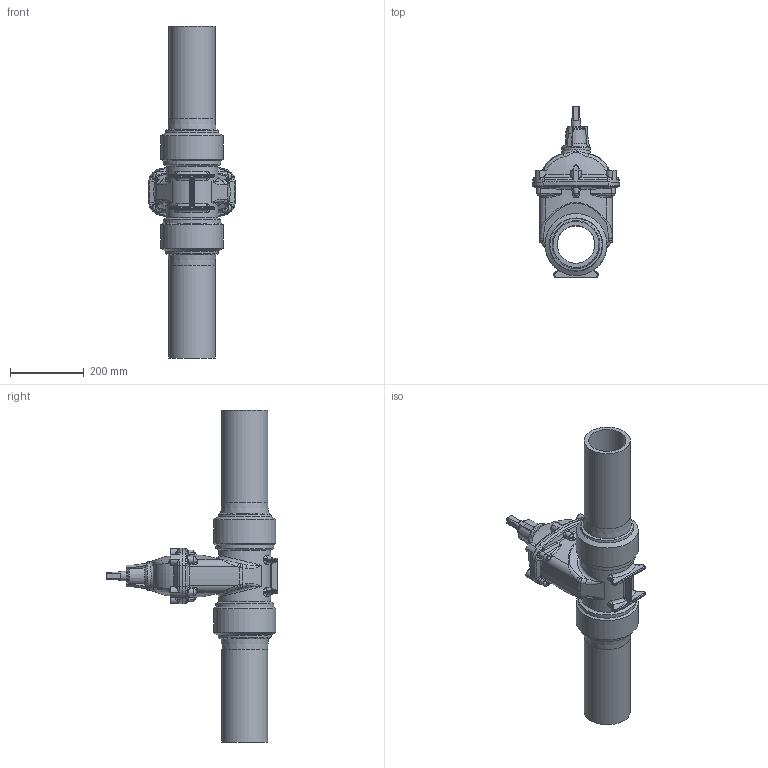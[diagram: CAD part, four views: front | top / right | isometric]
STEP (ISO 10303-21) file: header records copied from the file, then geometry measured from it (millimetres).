
FILE_DESCRIPTION (( 'STEP AP203' ), '1' );
FILE_NAME ('O_36_80_DN125_125mm.STEP', '2015-01-22T05:47:56', ( 'ken' ), ( '' ), 'SwSTEP 2.0', 'SolidWorks 2012', '' );
FILE_SCHEMA (( 'CONFIG_CONTROL_DESIGN' ));
Length unit declared in the file: millimetre
Products named in the file (1): O_36_80_DN125_125mm
Bounding box: 238.64 x 466 x 901 mm (x, y, z)
Volume: 10336074.6 mm3; surface area: 862040.5 mm2
Topology: 1 solids, 1 shells, 463 faces, 1147 edges, 668 vertices
Faces by surface type: bspline 144, cylinder 96, torus 92, plane 66, cone 65
Full cylindrical faces by diameter (mm): 25 x1, 102.273 x1, 125 x2, 141 x1, 157 x2, 168.4 x2
Entity records: 22169 total; most frequent: CARTESIAN_POINT 12626, ORIENTED_EDGE 2186, DIRECTION 1750, EDGE_CURVE 1093, AXIS2_PLACEMENT_3D 776, VERTEX_POINT 658, EDGE_LOOP 491, FACE_OUTER_BOUND 473
